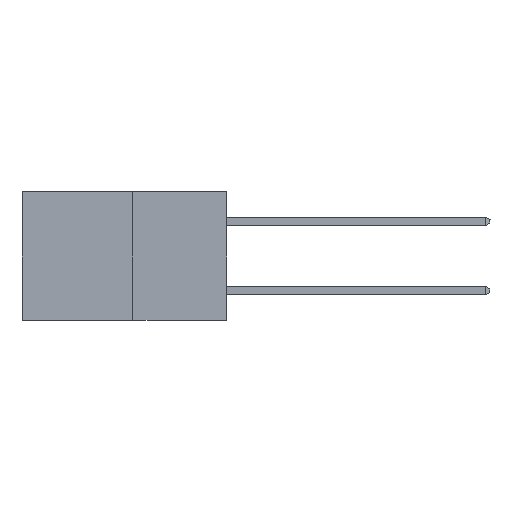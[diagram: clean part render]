
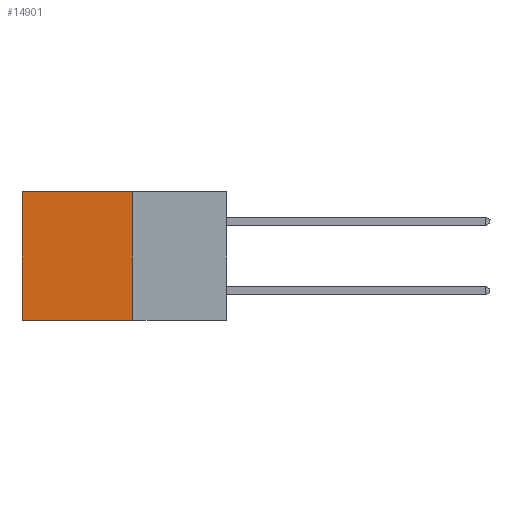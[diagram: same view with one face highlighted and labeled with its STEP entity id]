
A CAD part, left-side view. The second image highlights one B-rep face of the part: STEP entity #14901.
In plain terms, the highlighted planar face has unit normal (-1, 0, 0).
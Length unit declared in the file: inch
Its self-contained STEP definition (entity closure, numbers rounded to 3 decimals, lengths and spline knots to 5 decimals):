
#1399 = ORIENTED_EDGE ( 'NONE', *, *, #8637, .T. ) ;
#2086 = CARTESIAN_POINT ( 'NONE',  ( 0.277, 0.27, -0.37 ) ) ;
#2203 = CARTESIAN_POINT ( 'NONE',  ( 0.277, 0.27, -0.37 ) ) ;
#3461 = EDGE_CURVE ( 'NONE', #26552, #22907, #11695, .T. ) ;
#3839 = CARTESIAN_POINT ( 'NONE',  ( 0.277, 0.59, 0. ) ) ;
#7049 = DIRECTION ( 'NONE',  ( 0., 0., -1. ) ) ;
#8617 = DIRECTION ( 'NONE',  ( 0., 1., 0. ) ) ;
#8637 = EDGE_CURVE ( 'NONE', #25339, #24594, #15059, .T. ) ;
#9905 = VECTOR ( 'NONE', #8617, 39.37008 ) ;
#10105 = VECTOR ( 'NONE', #21085, 39.37008 ) ;
#10134 = VECTOR ( 'NONE', #23327, 39.37008 ) ;
#10774 = CARTESIAN_POINT ( 'NONE',  ( 0.277, 0.59, -0.37 ) ) ;
#11092 = ORIENTED_EDGE ( 'NONE', *, *, #3461, .F. ) ;
#11695 = LINE ( 'NONE', #2086, #21550 ) ;
#11906 = CARTESIAN_POINT ( 'NONE',  ( 0.277, 0.27, -0.37 ) ) ;
#14020 = DIRECTION ( 'NONE',  ( 0., 0., -1. ) ) ;
#14452 = CARTESIAN_POINT ( 'NONE',  ( 0.277, 0.59, -0.37 ) ) ;
#14901 = ADVANCED_FACE ( 'NONE', ( #25310 ), #24341, .F. ) ;
#15059 = LINE ( 'NONE', #10774, #10134 ) ;
#16340 = LINE ( 'NONE', #2203, #10105 ) ;
#16454 = EDGE_CURVE ( 'NONE', #26552, #25339, #25916, .T. ) ;
#16725 = AXIS2_PLACEMENT_3D ( 'NONE', #11906, #26496, #14020 ) ;
#19099 = CARTESIAN_POINT ( 'NONE',  ( 0.277, 0.27, 0. ) ) ;
#19985 = ORIENTED_EDGE ( 'NONE', *, *, #21402, .F. ) ;
#20106 = ORIENTED_EDGE ( 'NONE', *, *, #16454, .T. ) ;
#21085 = DIRECTION ( 'NONE',  ( 0., 1., 0. ) ) ;
#21402 = EDGE_CURVE ( 'NONE', #22907, #24594, #16340, .T. ) ;
#21550 = VECTOR ( 'NONE', #7049, 39.37008 ) ;
#22774 = CARTESIAN_POINT ( 'NONE',  ( 0.277, 0.27, 0. ) ) ;
#22907 = VERTEX_POINT ( 'NONE', #25811 ) ;
#23327 = DIRECTION ( 'NONE',  ( 0., 0., -1. ) ) ;
#24341 = PLANE ( 'NONE',  #16725 ) ;
#24594 = VERTEX_POINT ( 'NONE', #14452 ) ;
#25310 = FACE_OUTER_BOUND ( 'NONE', #26787, .T. ) ;
#25339 = VERTEX_POINT ( 'NONE', #3839 ) ;
#25811 = CARTESIAN_POINT ( 'NONE',  ( 0.277, 0.27, -0.37 ) ) ;
#25916 = LINE ( 'NONE', #19099, #9905 ) ;
#26496 = DIRECTION ( 'NONE',  ( 1., 0., 0. ) ) ;
#26552 = VERTEX_POINT ( 'NONE', #22774 ) ;
#26787 = EDGE_LOOP ( 'NONE', ( #1399, #19985, #11092, #20106 ) ) ;
